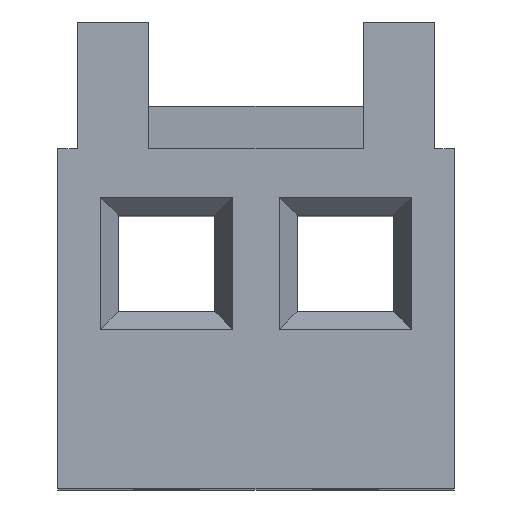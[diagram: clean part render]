
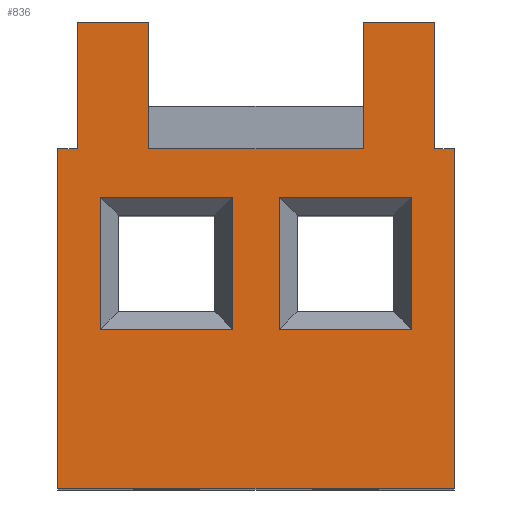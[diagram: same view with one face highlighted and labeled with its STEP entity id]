
A CAD part, top view. The second image highlights one B-rep face of the part: STEP entity #836.
In plain terms, the highlighted planar face has unit normal (0, 0, 1).
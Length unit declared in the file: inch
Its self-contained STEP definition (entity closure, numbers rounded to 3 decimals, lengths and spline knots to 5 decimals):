
#1=DIRECTION('',(0.,-1.,0.));
#2=VECTOR('',#1,0.074);
#3=CARTESIAN_POINT('',(-0.087,0.163,0.));
#4=LINE('',#3,#2);
#5=DIRECTION('',(1.,0.,0.));
#6=VECTOR('',#5,0.074);
#7=CARTESIAN_POINT('',(-0.087,0.089,0.));
#8=LINE('',#7,#6);
#9=DIRECTION('',(0.,1.,0.));
#10=VECTOR('',#9,0.074);
#11=CARTESIAN_POINT('',(-0.013,0.089,0.));
#12=LINE('',#11,#10);
#13=DIRECTION('',(-1.,0.,0.));
#14=VECTOR('',#13,0.074);
#15=CARTESIAN_POINT('',(-0.013,0.163,0.));
#16=LINE('',#15,#14);
#17=DIRECTION('',(0.,-1.,0.));
#18=VECTOR('',#17,0.074);
#19=CARTESIAN_POINT('',(0.013,0.163,0.));
#20=LINE('',#19,#18);
#21=DIRECTION('',(1.,0.,0.));
#22=VECTOR('',#21,0.074);
#23=CARTESIAN_POINT('',(0.013,0.089,0.));
#24=LINE('',#23,#22);
#25=DIRECTION('',(0.,1.,0.));
#26=VECTOR('',#25,0.074);
#27=CARTESIAN_POINT('',(0.087,0.089,0.));
#28=LINE('',#27,#26);
#29=DIRECTION('',(-1.,0.,0.));
#30=VECTOR('',#29,0.074);
#31=CARTESIAN_POINT('',(0.087,0.163,0.));
#32=LINE('',#31,#30);
#33=DIRECTION('',(1.,0.,0.));
#34=VECTOR('',#33,0.12);
#35=CARTESIAN_POINT('',(-0.06,0.19,0.));
#36=LINE('',#35,#34);
#37=DIRECTION('',(0.,1.,0.));
#38=VECTOR('',#37,0.071);
#39=CARTESIAN_POINT('',(0.06,0.19,0.));
#40=LINE('',#39,#38);
#41=DIRECTION('',(1.,0.,0.));
#42=VECTOR('',#41,0.04);
#43=CARTESIAN_POINT('',(0.06,0.261,0.));
#44=LINE('',#43,#42);
#45=DIRECTION('',(0.,-1.,0.));
#46=VECTOR('',#45,0.071);
#47=CARTESIAN_POINT('',(0.1,0.261,0.));
#48=LINE('',#47,#46);
#49=DIRECTION('',(1.,0.,0.));
#50=VECTOR('',#49,0.011);
#51=CARTESIAN_POINT('',(0.1,0.19,0.));
#52=LINE('',#51,#50);
#53=DIRECTION('',(0.,-1.,0.));
#54=VECTOR('',#53,0.19);
#55=CARTESIAN_POINT('',(0.111,0.19,0.));
#56=LINE('',#55,#54);
#57=DIRECTION('',(-1.,0.,0.));
#58=VECTOR('',#57,0.222);
#59=CARTESIAN_POINT('',(0.111,0.,0.));
#60=LINE('',#59,#58);
#61=DIRECTION('',(0.,1.,0.));
#62=VECTOR('',#61,0.19);
#63=CARTESIAN_POINT('',(-0.111,0.,0.));
#64=LINE('',#63,#62);
#65=DIRECTION('',(1.,0.,0.));
#66=VECTOR('',#65,0.011);
#67=CARTESIAN_POINT('',(-0.111,0.19,0.));
#68=LINE('',#67,#66);
#69=DIRECTION('',(0.,1.,0.));
#70=VECTOR('',#69,0.071);
#71=CARTESIAN_POINT('',(-0.1,0.19,0.));
#72=LINE('',#71,#70);
#73=DIRECTION('',(1.,0.,0.));
#74=VECTOR('',#73,0.04);
#75=CARTESIAN_POINT('',(-0.1,0.261,0.));
#76=LINE('',#75,#74);
#77=DIRECTION('',(0.,-1.,0.));
#78=VECTOR('',#77,0.071);
#79=CARTESIAN_POINT('',(-0.06,0.261,0.));
#80=LINE('',#79,#78);
#593=CARTESIAN_POINT('',(0.111,0.,0.));
#594=CARTESIAN_POINT('',(-0.111,0.,0.));
#595=VERTEX_POINT('',#593);
#596=VERTEX_POINT('',#594);
#597=CARTESIAN_POINT('',(-0.111,0.19,0.));
#598=VERTEX_POINT('',#597);
#599=CARTESIAN_POINT('',(0.111,0.19,0.));
#600=VERTEX_POINT('',#599);
#629=CARTESIAN_POINT('',(-0.087,0.163,0.));
#630=CARTESIAN_POINT('',(-0.087,0.089,0.));
#631=VERTEX_POINT('',#629);
#632=VERTEX_POINT('',#630);
#633=CARTESIAN_POINT('',(-0.013,0.089,0.));
#634=VERTEX_POINT('',#633);
#635=CARTESIAN_POINT('',(-0.013,0.163,0.));
#636=VERTEX_POINT('',#635);
#653=CARTESIAN_POINT('',(0.013,0.163,0.));
#654=CARTESIAN_POINT('',(0.013,0.089,0.));
#655=VERTEX_POINT('',#653);
#656=VERTEX_POINT('',#654);
#657=CARTESIAN_POINT('',(0.087,0.089,0.));
#658=VERTEX_POINT('',#657);
#659=CARTESIAN_POINT('',(0.087,0.163,0.));
#660=VERTEX_POINT('',#659);
#681=CARTESIAN_POINT('',(-0.1,0.261,0.));
#682=CARTESIAN_POINT('',(-0.06,0.261,0.));
#683=VERTEX_POINT('',#681);
#684=VERTEX_POINT('',#682);
#689=CARTESIAN_POINT('',(-0.1,0.19,0.));
#690=VERTEX_POINT('',#689);
#691=CARTESIAN_POINT('',(-0.06,0.19,0.));
#692=VERTEX_POINT('',#691);
#697=CARTESIAN_POINT('',(0.06,0.261,0.));
#698=CARTESIAN_POINT('',(0.1,0.261,0.));
#699=VERTEX_POINT('',#697);
#700=VERTEX_POINT('',#698);
#706=CARTESIAN_POINT('',(0.06,0.19,0.));
#708=VERTEX_POINT('',#706);
#709=CARTESIAN_POINT('',(0.1,0.19,0.));
#710=VERTEX_POINT('',#709);
#785=CARTESIAN_POINT('',(0.,0.,0.));
#786=DIRECTION('',(0.,0.,-1.));
#787=DIRECTION('',(-1.,0.,0.));
#788=AXIS2_PLACEMENT_3D('',#785,#786,#787);
#789=PLANE('',#788);
#791=ORIENTED_EDGE('',*,*,#790,.T.);
#793=ORIENTED_EDGE('',*,*,#792,.T.);
#795=ORIENTED_EDGE('',*,*,#794,.T.);
#797=ORIENTED_EDGE('',*,*,#796,.T.);
#799=ORIENTED_EDGE('',*,*,#798,.T.);
#801=ORIENTED_EDGE('',*,*,#800,.T.);
#803=ORIENTED_EDGE('',*,*,#802,.T.);
#805=ORIENTED_EDGE('',*,*,#804,.T.);
#807=ORIENTED_EDGE('',*,*,#806,.T.);
#809=ORIENTED_EDGE('',*,*,#808,.T.);
#811=ORIENTED_EDGE('',*,*,#810,.T.);
#813=ORIENTED_EDGE('',*,*,#812,.T.);
#814=EDGE_LOOP('',(#791,#793,#795,#797,#799,#801,#803,#805,#807,#809,#811,
#813));
#815=FACE_OUTER_BOUND('',#814,.F.);
#817=ORIENTED_EDGE('',*,*,#816,.T.);
#819=ORIENTED_EDGE('',*,*,#818,.T.);
#821=ORIENTED_EDGE('',*,*,#820,.T.);
#823=ORIENTED_EDGE('',*,*,#822,.T.);
#824=EDGE_LOOP('',(#817,#819,#821,#823));
#825=FACE_BOUND('',#824,.F.);
#827=ORIENTED_EDGE('',*,*,#826,.T.);
#829=ORIENTED_EDGE('',*,*,#828,.T.);
#831=ORIENTED_EDGE('',*,*,#830,.T.);
#833=ORIENTED_EDGE('',*,*,#832,.T.);
#834=EDGE_LOOP('',(#827,#829,#831,#833));
#835=FACE_BOUND('',#834,.F.);
#836=ADVANCED_FACE('',(#815,#825,#835),#789,.F.);
#790=EDGE_CURVE('',#692,#708,#36,.T.);
#792=EDGE_CURVE('',#708,#699,#40,.T.);
#794=EDGE_CURVE('',#699,#700,#44,.T.);
#796=EDGE_CURVE('',#700,#710,#48,.T.);
#798=EDGE_CURVE('',#710,#600,#52,.T.);
#800=EDGE_CURVE('',#600,#595,#56,.T.);
#802=EDGE_CURVE('',#595,#596,#60,.T.);
#804=EDGE_CURVE('',#596,#598,#64,.T.);
#806=EDGE_CURVE('',#598,#690,#68,.T.);
#808=EDGE_CURVE('',#690,#683,#72,.T.);
#810=EDGE_CURVE('',#683,#684,#76,.T.);
#812=EDGE_CURVE('',#684,#692,#80,.T.);
#816=EDGE_CURVE('',#655,#656,#20,.T.);
#818=EDGE_CURVE('',#656,#658,#24,.T.);
#820=EDGE_CURVE('',#658,#660,#28,.T.);
#822=EDGE_CURVE('',#660,#655,#32,.T.);
#826=EDGE_CURVE('',#631,#632,#4,.T.);
#828=EDGE_CURVE('',#632,#634,#8,.T.);
#830=EDGE_CURVE('',#634,#636,#12,.T.);
#832=EDGE_CURVE('',#636,#631,#16,.T.);
